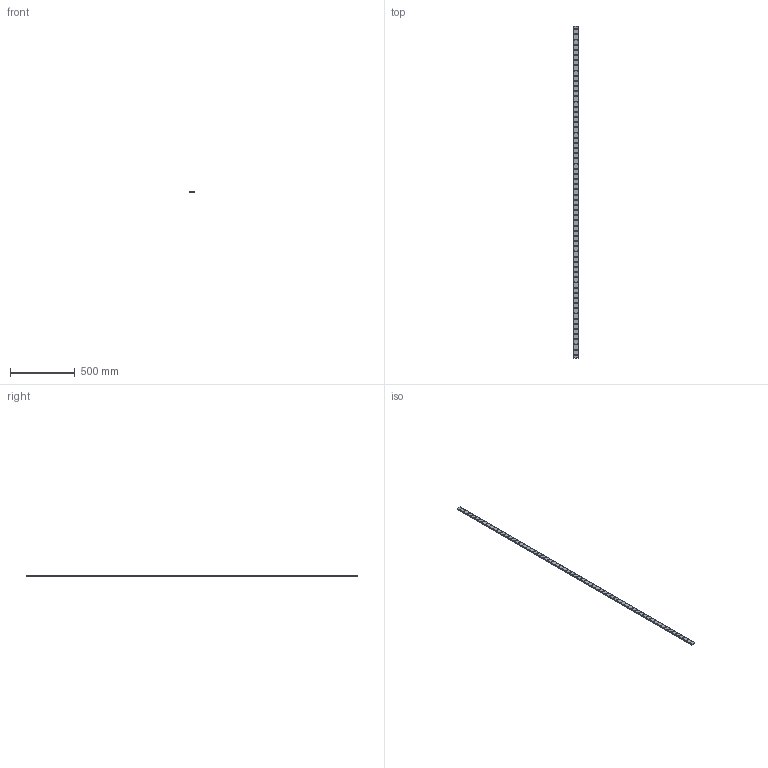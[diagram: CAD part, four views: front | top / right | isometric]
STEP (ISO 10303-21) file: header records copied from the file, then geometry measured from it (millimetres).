
FILE_DESCRIPTION(('STEP AP214'),'1');
FILE_NAME('cctmp_0B581996-F9C1-4C63-B2EF-8BEA679932D5_2021_03_02_13_27_32_0346..stp','2021-03-02T12:27:32',('HIWIN GmbH'),('CADClick - www.CADClick.com'),'Spatial InterOp 3D',' ','unknown authorization');
FILE_SCHEMA(('AUTOMOTIVE_DESIGN'));
Length unit declared in the file: millimetre
Products named in the file (1): WER17R2570H_FILE
Bounding box: 33 x 2570 x 9.3 mm (x, y, z)
Volume: 710004.7 mm3; surface area: 251173.6 mm2
Topology: 1 solids, 1 shells, 1255 faces, 2595 edges, 1730 vertices
Faces by surface type: cylinder 786, plane 469
Entity records: 44085 total; most frequent: DIRECTION 6679, CARTESIAN_POINT 5581, ORIENTED_EDGE 5190, AXIS2_PLACEMENT_3D 2828, EDGE_CURVE 2595, VERTEX_POINT 1730, EDGE_LOOP 1643, CIRCLE 1572
